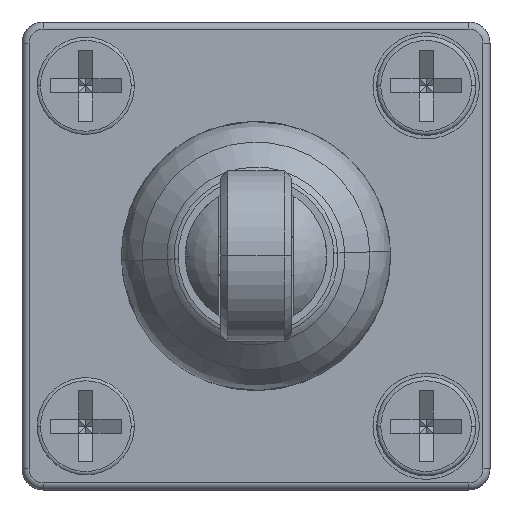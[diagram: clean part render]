
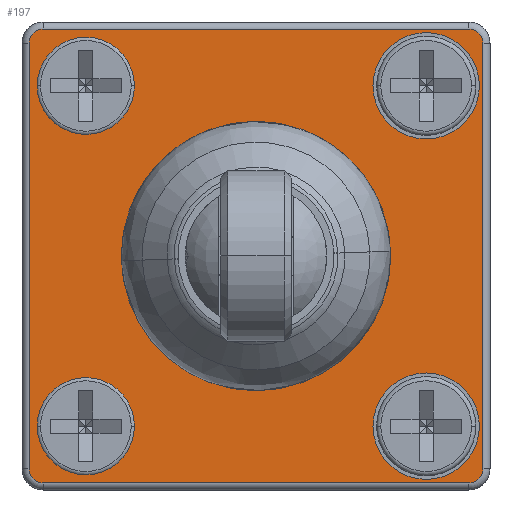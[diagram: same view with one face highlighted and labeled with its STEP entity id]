
A CAD part, front view. The second image highlights one B-rep face of the part: STEP entity #197.
In plain terms, the highlighted planar face has unit normal (0, -1, 0).
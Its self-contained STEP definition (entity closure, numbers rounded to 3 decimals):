
#197=ADVANCED_FACE('',(#798,#799,#800,#801,#802,#803),#804,.T.);
#798=FACE_OUTER_BOUND('',#1896,.T.);
#799=FACE_BOUND('',#1897,.T.);
#800=FACE_BOUND('',#1898,.T.);
#801=FACE_BOUND('',#1899,.T.);
#802=FACE_BOUND('',#1900,.T.);
#803=FACE_BOUND('',#1901,.T.);
#804=PLANE('',#1902);
#1896=EDGE_LOOP('',(#4066,#4067,#4068,#4069,#4070,#4071,#4072,#4073));
#1897=EDGE_LOOP('',(#4074,#4075));
#1898=EDGE_LOOP('',(#4076,#4077));
#1899=EDGE_LOOP('',(#4078,#4079));
#1900=EDGE_LOOP('',(#4080,#4081));
#1901=EDGE_LOOP('',(#4082,#4083));
#1902=AXIS2_PLACEMENT_3D('',#4084,#4085,#4086);
#4066=ORIENTED_EDGE('',*,*,#7468,.T.);
#4067=ORIENTED_EDGE('',*,*,#7527,.F.);
#4068=ORIENTED_EDGE('',*,*,#7511,.T.);
#4069=ORIENTED_EDGE('',*,*,#7509,.F.);
#4070=ORIENTED_EDGE('',*,*,#7528,.T.);
#4071=ORIENTED_EDGE('',*,*,#7529,.F.);
#4072=ORIENTED_EDGE('',*,*,#7530,.T.);
#4073=ORIENTED_EDGE('',*,*,#7470,.F.);
#4074=ORIENTED_EDGE('',*,*,#7531,.F.);
#4075=ORIENTED_EDGE('',*,*,#7532,.F.);
#4076=ORIENTED_EDGE('',*,*,#7533,.F.);
#4077=ORIENTED_EDGE('',*,*,#7534,.F.);
#4078=ORIENTED_EDGE('',*,*,#7535,.F.);
#4079=ORIENTED_EDGE('',*,*,#7536,.F.);
#4080=ORIENTED_EDGE('',*,*,#7537,.F.);
#4081=ORIENTED_EDGE('',*,*,#7538,.F.);
#4082=ORIENTED_EDGE('',*,*,#7539,.F.);
#4083=ORIENTED_EDGE('',*,*,#7540,.F.);
#4084=CARTESIAN_POINT('',(-16.5,0.0,0.0));
#4085=DIRECTION('',(0.0,-1.0,0.0));
#4086=DIRECTION('',(0.0,0.0,-1.0));
#7468=EDGE_CURVE('',#8724,#8722,#8725,.T.);
#7470=EDGE_CURVE('',#8724,#8727,#8728,.T.);
#7509=EDGE_CURVE('',#8791,#8793,#8794,.T.);
#7511=EDGE_CURVE('',#8796,#8793,#8797,.T.);
#7527=EDGE_CURVE('',#8796,#8722,#8820,.T.);
#7528=EDGE_CURVE('',#8791,#8821,#8822,.T.);
#7529=EDGE_CURVE('',#8823,#8821,#8824,.T.);
#7530=EDGE_CURVE('',#8823,#8727,#8825,.T.);
#7531=EDGE_CURVE('',#8826,#8827,#8828,.T.);
#7532=EDGE_CURVE('',#8827,#8826,#8829,.T.);
#7533=EDGE_CURVE('',#8830,#8831,#8832,.T.);
#7534=EDGE_CURVE('',#8831,#8830,#8833,.T.);
#7535=EDGE_CURVE('',#8834,#8835,#8836,.T.);
#7536=EDGE_CURVE('',#8835,#8834,#8837,.T.);
#7537=EDGE_CURVE('',#8838,#8839,#8840,.T.);
#7538=EDGE_CURVE('',#8839,#8838,#8841,.T.);
#7539=EDGE_CURVE('',#8842,#8843,#8844,.T.);
#7540=EDGE_CURVE('',#8843,#8842,#8845,.T.);
#8722=VERTEX_POINT('',#10615);
#8724=VERTEX_POINT('',#10617);
#8725=LINE('',#10618,#10619);
#8727=VERTEX_POINT('',#10621);
#8728=CIRCLE('',#10622,1.);
#8791=VERTEX_POINT('',#10705);
#8793=VERTEX_POINT('',#10707);
#8794=CIRCLE('',#10708,1.);
#8796=VERTEX_POINT('',#10710);
#8797=LINE('',#10711,#10712);
#8820=CIRCLE('',#10745,1.);
#8821=VERTEX_POINT('',#10746);
#8822=LINE('',#10747,#10748);
#8823=VERTEX_POINT('',#10749);
#8824=CIRCLE('',#10750,1.);
#8825=LINE('',#10751,#10752);
#8826=VERTEX_POINT('',#10753);
#8827=VERTEX_POINT('',#10754);
#8828=CIRCLE('',#10755,3.75);
#8829=CIRCLE('',#10756,3.75);
#8830=VERTEX_POINT('',#10757);
#8831=VERTEX_POINT('',#10758);
#8832=CIRCLE('',#10759,3.425);
#8833=CIRCLE('',#10760,3.425);
#8834=VERTEX_POINT('',#10761);
#8835=VERTEX_POINT('',#10762);
#8836=CIRCLE('',#10763,3.75);
#8837=CIRCLE('',#10764,3.75);
#8838=VERTEX_POINT('',#10765);
#8839=VERTEX_POINT('',#10766);
#8840=CIRCLE('',#10767,3.425);
#8841=CIRCLE('',#10768,3.425);
#8842=VERTEX_POINT('',#10769);
#8843=VERTEX_POINT('',#10770);
#8844=CIRCLE('',#10771,9.5);
#8845=CIRCLE('',#10772,9.5);
#10615=CARTESIAN_POINT('',(15.,0.,0.5));
#10617=CARTESIAN_POINT('',(-15.,0.0,0.5));
#10618=CARTESIAN_POINT('',(-15.,0.,0.5));
#10619=VECTOR('',#13338,30.);
#10621=CARTESIAN_POINT('',(-16.0,0.0,1.5));
#10622=AXIS2_PLACEMENT_3D('',#13342,#13343,#13344);
#10705=CARTESIAN_POINT('',(15.,0.,32.5));
#10707=CARTESIAN_POINT('',(16.,0.,31.5));
#10708=AXIS2_PLACEMENT_3D('',#13419,#13420,#13421);
#10710=CARTESIAN_POINT('',(16.,0.,1.5));
#10711=CARTESIAN_POINT('',(16.,0.,1.5));
#10712=VECTOR('',#13425,30.);
#10745=AXIS2_PLACEMENT_3D('',#13451,#13452,#13453);
#10746=CARTESIAN_POINT('',(-15.,0.,32.5));
#10747=CARTESIAN_POINT('',(15.,0.,32.5));
#10748=VECTOR('',#13454,30.);
#10749=CARTESIAN_POINT('',(-16.,0.,31.5));
#10750=AXIS2_PLACEMENT_3D('',#13455,#13456,#13457);
#10751=CARTESIAN_POINT('',(-16.,0.,31.5));
#10752=VECTOR('',#13458,30.);
#10753=CARTESIAN_POINT('',(8.25,0.0,28.5));
#10754=CARTESIAN_POINT('',(15.75,0.0,28.5));
#10755=AXIS2_PLACEMENT_3D('',#13459,#13460,#13461);
#10756=AXIS2_PLACEMENT_3D('',#13462,#13463,#13464);
#10757=CARTESIAN_POINT('',(-8.575,0.0,28.5));
#10758=CARTESIAN_POINT('',(-15.425,0.0,28.5));
#10759=AXIS2_PLACEMENT_3D('',#13465,#13466,#13467);
#10760=AXIS2_PLACEMENT_3D('',#13468,#13469,#13470);
#10761=CARTESIAN_POINT('',(15.75,0.0,4.5));
#10762=CARTESIAN_POINT('',(8.25,0.0,4.5));
#10763=AXIS2_PLACEMENT_3D('',#13471,#13472,#13473);
#10764=AXIS2_PLACEMENT_3D('',#13474,#13475,#13476);
#10765=CARTESIAN_POINT('',(-15.425,0.0,4.5));
#10766=CARTESIAN_POINT('',(-8.575,0.0,4.5));
#10767=AXIS2_PLACEMENT_3D('',#13477,#13478,#13479);
#10768=AXIS2_PLACEMENT_3D('',#13480,#13481,#13482);
#10769=CARTESIAN_POINT('',(0.0,0.,26.0));
#10770=CARTESIAN_POINT('',(0.0,0.,7.0));
#10771=AXIS2_PLACEMENT_3D('',#13483,#13484,#13485);
#10772=AXIS2_PLACEMENT_3D('',#13486,#13487,#13488);
#13338=DIRECTION('',(1.0,0.0,0.));
#13342=CARTESIAN_POINT('',(-15.0,0.,1.5));
#13343=DIRECTION('',(0.0,1.0,0.0));
#13344=DIRECTION('',(0.,0.0,-1.));
#13419=CARTESIAN_POINT('',(15.0,0.,31.5));
#13420=DIRECTION('',(0.0,1.0,0.0));
#13421=DIRECTION('',(0.,0.0,1.));
#13425=DIRECTION('',(0.,0.0,1.0));
#13451=CARTESIAN_POINT('',(15.0,0.,1.5));
#13452=DIRECTION('',(-0.0,1.0,0.0));
#13453=DIRECTION('',(1.,0.0,0.));
#13454=DIRECTION('',(-1.0,0.0,0.));
#13455=CARTESIAN_POINT('',(-15.0,0.,31.5));
#13456=DIRECTION('',(0.0,1.0,0.0));
#13457=DIRECTION('',(-1.,0.0,0.));
#13458=DIRECTION('',(0.,0.0,-1.0));
#13459=CARTESIAN_POINT('',(12.0,0.0,28.5));
#13460=DIRECTION('',(0.0,-1.0,0.0));
#13461=DIRECTION('',(-1.0,0.0,0.0));
#13462=CARTESIAN_POINT('',(12.0,0.0,28.5));
#13463=DIRECTION('',(0.0,-1.0,0.0));
#13464=DIRECTION('',(1.0,0.0,0.0));
#13465=CARTESIAN_POINT('',(-12.0,0.0,28.5));
#13466=DIRECTION('',(0.0,-1.0,0.0));
#13467=DIRECTION('',(1.0,0.0,0.0));
#13468=CARTESIAN_POINT('',(-12.0,0.0,28.5));
#13469=DIRECTION('',(0.0,-1.0,0.0));
#13470=DIRECTION('',(-1.0,0.0,0.0));
#13471=CARTESIAN_POINT('',(12.0,0.0,4.5));
#13472=DIRECTION('',(0.0,-1.0,0.0));
#13473=DIRECTION('',(1.0,0.0,0.0));
#13474=CARTESIAN_POINT('',(12.0,0.0,4.5));
#13475=DIRECTION('',(0.0,-1.0,0.0));
#13476=DIRECTION('',(-1.0,0.0,0.0));
#13477=CARTESIAN_POINT('',(-12.0,0.0,4.5));
#13478=DIRECTION('',(0.0,-1.0,0.0));
#13479=DIRECTION('',(-1.0,0.0,0.0));
#13480=CARTESIAN_POINT('',(-12.0,0.0,4.5));
#13481=DIRECTION('',(0.0,-1.0,0.0));
#13482=DIRECTION('',(1.0,0.0,0.0));
#13483=CARTESIAN_POINT('',(0.0,0.,16.5));
#13484=DIRECTION('',(0.0,-1.0,0.0));
#13485=DIRECTION('',(0.0,0.0,1.0));
#13486=CARTESIAN_POINT('',(0.0,0.,16.5));
#13487=DIRECTION('',(0.0,-1.0,0.0));
#13488=DIRECTION('',(0.0,0.0,-1.0));
